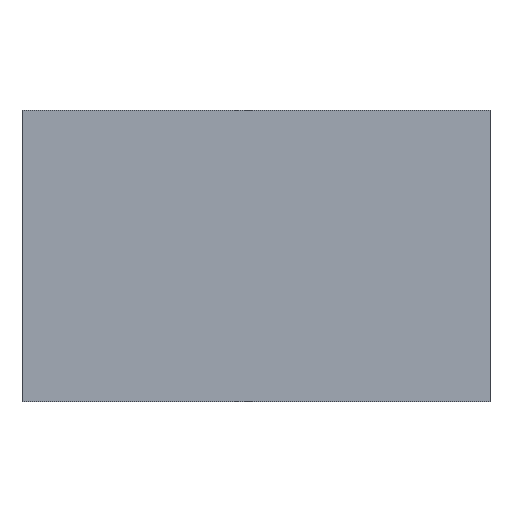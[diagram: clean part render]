
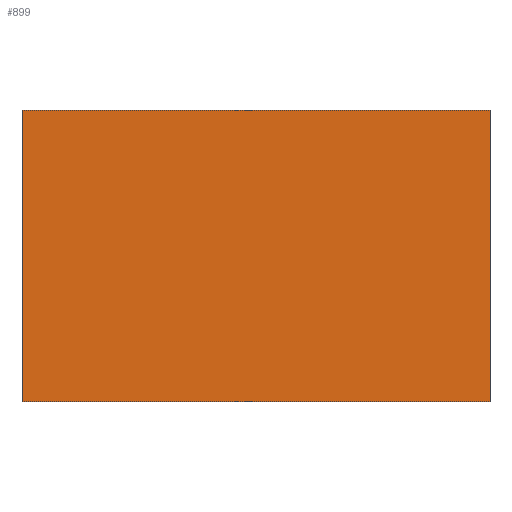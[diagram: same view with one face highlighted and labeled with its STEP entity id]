
A CAD part, left-side view. The second image highlights one B-rep face of the part: STEP entity #899.
In plain terms, the highlighted planar face has unit normal (-1, 0, 0).
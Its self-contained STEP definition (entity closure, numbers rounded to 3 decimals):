
#13 = VERTEX_POINT ( 'NONE', #1016 ) ;
#30 = EDGE_CURVE ( 'NONE', #879, #449, #1370, .T. ) ;
#42 = CARTESIAN_POINT ( 'NONE',  ( -5.8, 0., 3.8 ) ) ;
#64 = CARTESIAN_POINT ( 'NONE',  ( -5.8, 0., -3.6 ) ) ;
#84 = ORIENTED_EDGE ( 'NONE', *, *, #30, .F. ) ;
#121 = EDGE_CURVE ( 'NONE', #13, #870, #709, .T. ) ;
#192 = PLANE ( 'NONE',  #1398 ) ;
#289 = ORIENTED_EDGE ( 'NONE', *, *, #1318, .T. ) ;
#294 = LINE ( 'NONE', #42, #1162 ) ;
#326 = FACE_OUTER_BOUND ( 'NONE', #761, .T. ) ;
#379 = LINE ( 'NONE', #1239, #1074 ) ;
#423 = CARTESIAN_POINT ( 'NONE',  ( -5.8, 11.88, -3.6 ) ) ;
#447 = DIRECTION ( 'NONE',  ( -1., 0., 0. ) ) ;
#449 = VERTEX_POINT ( 'NONE', #599 ) ;
#492 = ORIENTED_EDGE ( 'NONE', *, *, #619, .F. ) ;
#599 = CARTESIAN_POINT ( 'NONE',  ( -5.8, 11.88, 3.8 ) ) ;
#619 = EDGE_CURVE ( 'NONE', #870, #879, #379, .T. ) ;
#709 = LINE ( 'NONE', #1431, #1187 ) ;
#761 = EDGE_LOOP ( 'NONE', ( #1454, #289, #84, #492 ) ) ;
#773 = VECTOR ( 'NONE', #1133, 1000. ) ;
#870 = VERTEX_POINT ( 'NONE', #1313 ) ;
#879 = VERTEX_POINT ( 'NONE', #423 ) ;
#899 = ADVANCED_FACE ( 'NONE', ( #326 ), #192, .T. ) ;
#938 = DIRECTION ( 'NONE',  ( 0., 0., -1. ) ) ;
#1016 = CARTESIAN_POINT ( 'NONE',  ( -5.8, 0., 3.8 ) ) ;
#1074 = VECTOR ( 'NONE', #1226, 1000. ) ;
#1133 = DIRECTION ( 'NONE',  ( 0., 0., 1. ) ) ;
#1159 = CARTESIAN_POINT ( 'NONE',  ( -5.8, 11.88, 3.8 ) ) ;
#1162 = VECTOR ( 'NONE', #1281, 1000. ) ;
#1187 = VECTOR ( 'NONE', #938, 1000. ) ;
#1226 = DIRECTION ( 'NONE',  ( 0., 1., 0. ) ) ;
#1239 = CARTESIAN_POINT ( 'NONE',  ( -5.8, 0., -3.6 ) ) ;
#1281 = DIRECTION ( 'NONE',  ( 0., 1., 0. ) ) ;
#1313 = CARTESIAN_POINT ( 'NONE',  ( -5.8, 0., -3.6 ) ) ;
#1318 = EDGE_CURVE ( 'NONE', #13, #449, #294, .T. ) ;
#1370 = LINE ( 'NONE', #1159, #773 ) ;
#1398 = AXIS2_PLACEMENT_3D ( 'NONE', #64, #447, #1534 ) ;
#1431 = CARTESIAN_POINT ( 'NONE',  ( -5.8, 0., 3.8 ) ) ;
#1454 = ORIENTED_EDGE ( 'NONE', *, *, #121, .F. ) ;
#1534 = DIRECTION ( 'NONE',  ( 0., 0., 1. ) ) ;
